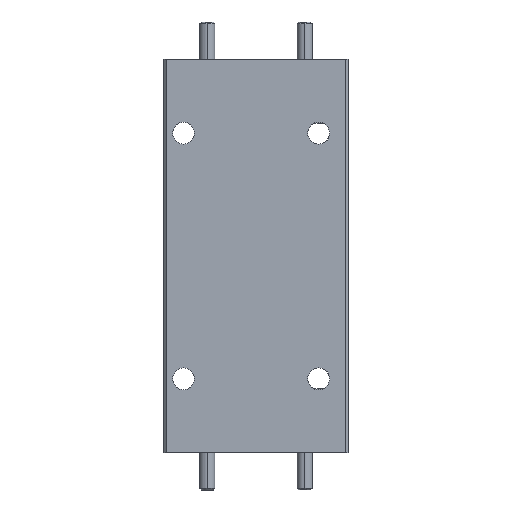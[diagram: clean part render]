
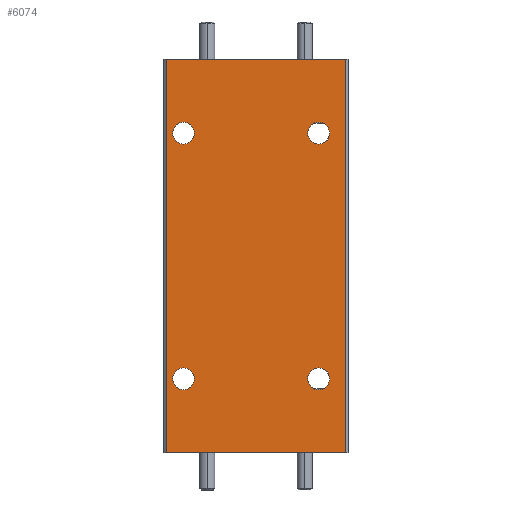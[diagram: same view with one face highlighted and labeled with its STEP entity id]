
A CAD part, left-side view. The second image highlights one B-rep face of the part: STEP entity #6074.
In plain terms, the highlighted planar face has unit normal (-1, 0, 0).
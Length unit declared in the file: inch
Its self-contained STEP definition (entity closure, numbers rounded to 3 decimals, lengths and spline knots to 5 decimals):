
#94 = AXIS2_PLACEMENT_3D ( 'NONE', #1368, #4056, #7023 ) ;
#265 = ORIENTED_EDGE ( 'NONE', *, *, #12619, .T. ) ;
#296 = AXIS2_PLACEMENT_3D ( 'NONE', #917, #9815, #4827 ) ;
#374 = FACE_BOUND ( 'NONE', #7904, .T. ) ;
#522 = DIRECTION ( 'NONE',  ( -1., 0., 0. ) ) ;
#668 = ORIENTED_EDGE ( 'NONE', *, *, #4334, .T. ) ;
#671 = CARTESIAN_POINT ( 'NONE',  ( -0.375, 0.4625, -0.5 ) ) ;
#917 = CARTESIAN_POINT ( 'NONE',  ( -0.375, -0.0875, 0.5 ) ) ;
#962 = AXIS2_PLACEMENT_3D ( 'NONE', #5536, #11537, #10558 ) ;
#1248 = ORIENTED_EDGE ( 'NONE', *, *, #3219, .F. ) ;
#1368 = CARTESIAN_POINT ( 'NONE',  ( -0.375, 0.4625, 0.5 ) ) ;
#1410 = FACE_BOUND ( 'NONE', #9600, .T. ) ;
#1566 = AXIS2_PLACEMENT_3D ( 'NONE', #5332, #8226, #11330 ) ;
#1638 = VECTOR ( 'NONE', #12230, 39.37008 ) ;
#1695 = ORIENTED_EDGE ( 'NONE', *, *, #4654, .F. ) ;
#1799 = VERTEX_POINT ( 'NONE', #6311 ) ;
#2081 = DIRECTION ( 'NONE',  ( -1., 0., 0. ) ) ;
#2193 = DIRECTION ( 'NONE',  ( 0., 0., -1. ) ) ;
#2457 = CARTESIAN_POINT ( 'NONE',  ( -0.375, -0.1975, 0.8 ) ) ;
#2484 = FACE_BOUND ( 'NONE', #8488, .T. ) ;
#2498 = LINE ( 'NONE', #6435, #3646 ) ;
#2627 = CARTESIAN_POINT ( 'NONE',  ( -0.375, -0.0875, 0.4555 ) ) ;
#2645 = DIRECTION ( 'NONE',  ( -1., 0., 0. ) ) ;
#2714 = ORIENTED_EDGE ( 'NONE', *, *, #7902, .F. ) ;
#2726 = DIRECTION ( 'NONE',  ( -1., 0., 0. ) ) ;
#2741 = ORIENTED_EDGE ( 'NONE', *, *, #8568, .F. ) ;
#2848 = DIRECTION ( 'NONE',  ( 0., -1., 0. ) ) ;
#2863 = DIRECTION ( 'NONE',  ( 0., 0., 1. ) ) ;
#2919 = ORIENTED_EDGE ( 'NONE', *, *, #8116, .T. ) ;
#3009 = CARTESIAN_POINT ( 'NONE',  ( -0.375, -0.1975, 0.8 ) ) ;
#3070 = DIRECTION ( 'NONE',  ( 0., 0., 1. ) ) ;
#3178 = VERTEX_POINT ( 'NONE', #11335 ) ;
#3219 = EDGE_CURVE ( 'NONE', #4195, #4551, #12395, .T. ) ;
#3311 = CARTESIAN_POINT ( 'NONE',  ( -0.375, 0.5325, 0.8 ) ) ;
#3380 = CARTESIAN_POINT ( 'NONE',  ( -0.375, 0.4625, 0.5 ) ) ;
#3458 = AXIS2_PLACEMENT_3D ( 'NONE', #671, #2645, #12525 ) ;
#3605 = CARTESIAN_POINT ( 'NONE',  ( -0.375, 0.4625, 0.5445 ) ) ;
#3646 = VECTOR ( 'NONE', #7205, 39.37008 ) ;
#3694 = AXIS2_PLACEMENT_3D ( 'NONE', #12605, #2726, #2863 ) ;
#4056 = DIRECTION ( 'NONE',  ( -1., 0., 0. ) ) ;
#4195 = VERTEX_POINT ( 'NONE', #3605 ) ;
#4334 = EDGE_CURVE ( 'NONE', #8574, #3178, #11624, .T. ) ;
#4367 = EDGE_CURVE ( 'NONE', #4551, #4195, #8104, .T. ) ;
#4551 = VERTEX_POINT ( 'NONE', #6312 ) ;
#4654 = EDGE_CURVE ( 'NONE', #5528, #6746, #4818, .T. ) ;
#4818 = CIRCLE ( 'NONE', #296, 0.0445 ) ;
#4827 = DIRECTION ( 'NONE',  ( 0., 0., 1. ) ) ;
#5122 = CIRCLE ( 'NONE', #3458, 0.0445 ) ;
#5324 = ORIENTED_EDGE ( 'NONE', *, *, #7092, .F. ) ;
#5332 = CARTESIAN_POINT ( 'NONE',  ( -0.375, 0.1875, 0.8 ) ) ;
#5338 = AXIS2_PLACEMENT_3D ( 'NONE', #8032, #8818, #3070 ) ;
#5528 = VERTEX_POINT ( 'NONE', #2627 ) ;
#5536 = CARTESIAN_POINT ( 'NONE',  ( -0.375, -0.0875, 0.5 ) ) ;
#5565 = EDGE_LOOP ( 'NONE', ( #10756, #2714 ) ) ;
#5641 = VECTOR ( 'NONE', #2848, 39.37008 ) ;
#5775 = VERTEX_POINT ( 'NONE', #7586 ) ;
#5897 = VERTEX_POINT ( 'NONE', #3009 ) ;
#5965 = CARTESIAN_POINT ( 'NONE',  ( -0.375, 0.4625, -0.4555 ) ) ;
#5995 = ORIENTED_EDGE ( 'NONE', *, *, #9109, .F. ) ;
#6020 = ORIENTED_EDGE ( 'NONE', *, *, #7269, .F. ) ;
#6074 = ADVANCED_FACE ( 'NONE', ( #374, #7312, #10238, #1410, #2484 ), #7376, .F. ) ;
#6311 = CARTESIAN_POINT ( 'NONE',  ( -0.375, 0.4625, -0.5445 ) ) ;
#6312 = CARTESIAN_POINT ( 'NONE',  ( -0.375, 0.4625, 0.4555 ) ) ;
#6435 = CARTESIAN_POINT ( 'NONE',  ( -0.375, 0.1875, 0.8 ) ) ;
#6746 = VERTEX_POINT ( 'NONE', #10981 ) ;
#6821 = AXIS2_PLACEMENT_3D ( 'NONE', #3380, #2081, #9274 ) ;
#7023 = DIRECTION ( 'NONE',  ( 0., 0., -1. ) ) ;
#7092 = EDGE_CURVE ( 'NONE', #11301, #1799, #5122, .T. ) ;
#7192 = VECTOR ( 'NONE', #11361, 39.37008 ) ;
#7205 = DIRECTION ( 'NONE',  ( 0., -1., 0. ) ) ;
#7269 = EDGE_CURVE ( 'NONE', #1799, #11301, #9672, .T. ) ;
#7312 = FACE_BOUND ( 'NONE', #5565, .T. ) ;
#7376 = PLANE ( 'NONE',  #1566 ) ;
#7426 = VERTEX_POINT ( 'NONE', #7519 ) ;
#7519 = CARTESIAN_POINT ( 'NONE',  ( -0.375, -0.0875, -0.5445 ) ) ;
#7586 = CARTESIAN_POINT ( 'NONE',  ( -0.375, 0.5325, 0.8 ) ) ;
#7672 = ORIENTED_EDGE ( 'NONE', *, *, #4367, .F. ) ;
#7902 = EDGE_CURVE ( 'NONE', #7426, #9550, #9480, .T. ) ;
#7904 = EDGE_LOOP ( 'NONE', ( #5995, #1695 ) ) ;
#8032 = CARTESIAN_POINT ( 'NONE',  ( -0.375, -0.0875, -0.5 ) ) ;
#8104 = CIRCLE ( 'NONE', #94, 0.0445 ) ;
#8116 = EDGE_CURVE ( 'NONE', #3178, #5897, #9301, .T. ) ;
#8209 = CIRCLE ( 'NONE', #5338, 0.0445 ) ;
#8226 = DIRECTION ( 'NONE',  ( 1., 0., 0. ) ) ;
#8488 = EDGE_LOOP ( 'NONE', ( #6020, #5324 ) ) ;
#8568 = EDGE_CURVE ( 'NONE', #5775, #5897, #2498, .T. ) ;
#8574 = VERTEX_POINT ( 'NONE', #12192 ) ;
#8818 = DIRECTION ( 'NONE',  ( -1., 0., 0. ) ) ;
#9109 = EDGE_CURVE ( 'NONE', #6746, #5528, #9170, .T. ) ;
#9170 = CIRCLE ( 'NONE', #962, 0.0445 ) ;
#9274 = DIRECTION ( 'NONE',  ( 0., 0., -1. ) ) ;
#9301 = LINE ( 'NONE', #2457, #7192 ) ;
#9480 = CIRCLE ( 'NONE', #3694, 0.0445 ) ;
#9550 = VERTEX_POINT ( 'NONE', #9563 ) ;
#9563 = CARTESIAN_POINT ( 'NONE',  ( -0.375, -0.0875, -0.4555 ) ) ;
#9600 = EDGE_LOOP ( 'NONE', ( #7672, #1248 ) ) ;
#9672 = CIRCLE ( 'NONE', #11727, 0.0445 ) ;
#9815 = DIRECTION ( 'NONE',  ( -1., 0., 0. ) ) ;
#10125 = EDGE_LOOP ( 'NONE', ( #668, #2919, #2741, #265 ) ) ;
#10238 = FACE_OUTER_BOUND ( 'NONE', #10125, .T. ) ;
#10558 = DIRECTION ( 'NONE',  ( 0., 0., 1. ) ) ;
#10659 = CARTESIAN_POINT ( 'NONE',  ( -0.375, 0.1875, -0.8 ) ) ;
#10756 = ORIENTED_EDGE ( 'NONE', *, *, #12495, .F. ) ;
#10981 = CARTESIAN_POINT ( 'NONE',  ( -0.375, -0.0875, 0.5445 ) ) ;
#11073 = LINE ( 'NONE', #3311, #1638 ) ;
#11153 = CARTESIAN_POINT ( 'NONE',  ( -0.375, 0.4625, -0.5 ) ) ;
#11301 = VERTEX_POINT ( 'NONE', #5965 ) ;
#11330 = DIRECTION ( 'NONE',  ( 0., 1., 0. ) ) ;
#11335 = CARTESIAN_POINT ( 'NONE',  ( -0.375, -0.1975, -0.8 ) ) ;
#11361 = DIRECTION ( 'NONE',  ( 0., 0., 1. ) ) ;
#11537 = DIRECTION ( 'NONE',  ( -1., 0., 0. ) ) ;
#11624 = LINE ( 'NONE', #10659, #5641 ) ;
#11727 = AXIS2_PLACEMENT_3D ( 'NONE', #11153, #522, #2193 ) ;
#12192 = CARTESIAN_POINT ( 'NONE',  ( -0.375, 0.5325, -0.8 ) ) ;
#12230 = DIRECTION ( 'NONE',  ( 0., 0., -1. ) ) ;
#12395 = CIRCLE ( 'NONE', #6821, 0.0445 ) ;
#12495 = EDGE_CURVE ( 'NONE', #9550, #7426, #8209, .T. ) ;
#12525 = DIRECTION ( 'NONE',  ( 0., 0., -1. ) ) ;
#12605 = CARTESIAN_POINT ( 'NONE',  ( -0.375, -0.0875, -0.5 ) ) ;
#12619 = EDGE_CURVE ( 'NONE', #5775, #8574, #11073, .T. ) ;
